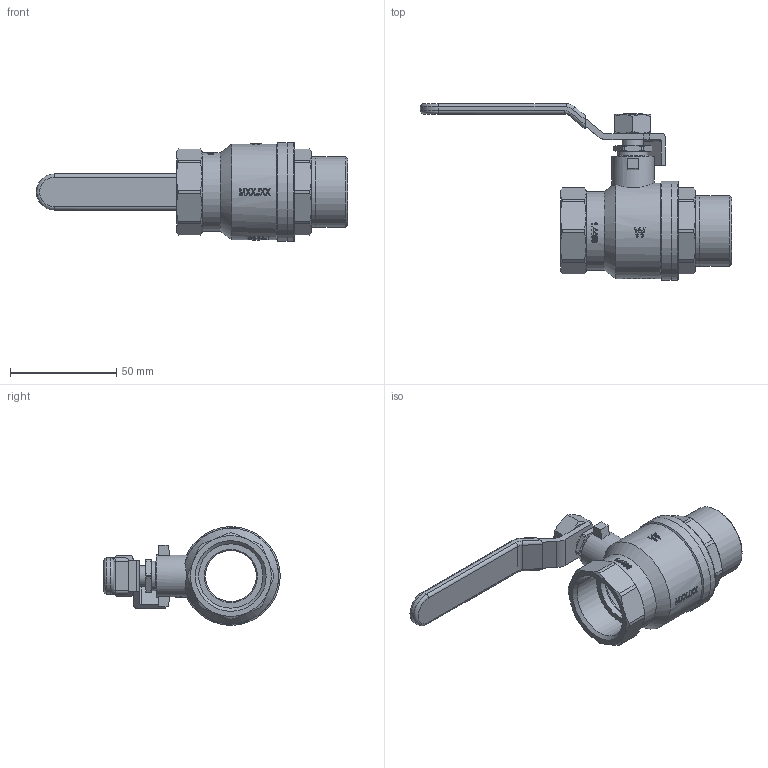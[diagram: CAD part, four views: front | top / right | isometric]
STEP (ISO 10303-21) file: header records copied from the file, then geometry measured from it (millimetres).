
FILE_DESCRIPTION(/* description */ ('Unknown','CAx-IF Rec.Pracs.---Representation and Presentation of Product Manufacturing Information (PMI)---4.0---2014-10-13','CAx-IF Rec.Pracs.---3D Tessellated Geometry---0.4---2014-09-14','2;1'),/* implementation_level */ '2;1');
FILE_NAME(/* name */ '9391-06',/* time_stamp */ '2024-02-19T10:06:15+01:00',/* author */ ('Unknown'),/* organization */ ('Unknown'),/* preprocessor_version */ 'ST-DEVELOPER v18.102',/* originating_system */ 'Solid Edge',/* authorisation */ 'Unknown');
FILE_SCHEMA (('AP242_MANAGED_MODEL_BASED_3D_ENGINEERING_MIM_LF { 1 0 10303 442 1 1 4 }'));
Length unit declared in the file: millimetre
Products named in the file (12): 9391-06; Stahlgriff 1; 620-1-St-Griff-u; 620-1-St-Griff; Assem1_oa_0; Kvrper__1; Einschraubteil; Stopfbuchse__1; Spindel-Zusammanbau__1; Spindeldichtung.2__1; Spindel-1; 600-1-Mutter-st.g.
Assembly tree (11 placements, depth 4):
  9391-06
    Stahlgriff 1
      620-1-St-Griff-u
      620-1-St-Griff
    Assem1_oa_0
      Kvrper__1
      Einschraubteil
      Stopfbuchse__1
      Spindel-Zusammanbau__1
        Spindeldichtung.2__1
        Spindel-1
    600-1-Mutter-st.g.
Bounding box: 146.5 x 83.05 x 46.5 mm (x, y, z)
Volume: 55342.4 mm3; surface area: 40701.4 mm2
Topology: 8 solids, 8 shells, 908 faces, 2473 edges, 1635 vertices
Faces by surface type: plane 731, cylinder 110, cone 59, torus 4, bspline 3, sphere 1
Full cylindrical faces by diameter (mm): 8.5 x1, 10 x2, 10.2 x1, 10.3 x1, 14 x1, 14.376 x1, 14.5 x2, 15 x1, 16 x1, 20 x1, 24 x1, 25 x2, 30.291 x1, 33 x2, 33.249 x1, 33.25 x1, 37 x1, 38.376 x1, 40 x1, 41 x1, 44.2 x1, 45 x1, 46.5 x2
Entity records: 30001 total; most frequent: CARTESIAN_POINT 6248, DIRECTION 5232, ORIENTED_EDGE 4782, EDGE_CURVE 2391, AXIS2_PLACEMENT_3D 2019, VERTEX_POINT 1607, LINE 1194, VECTOR 1194
